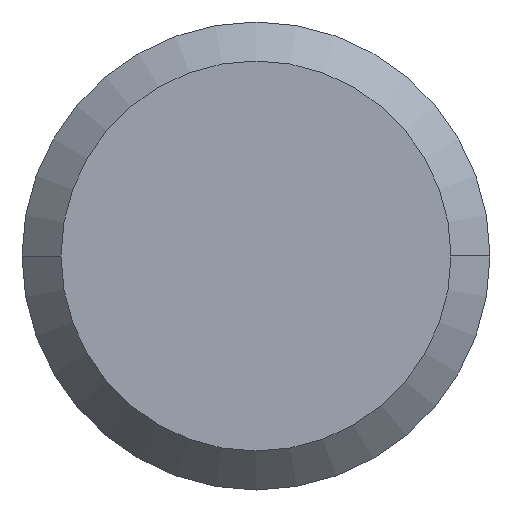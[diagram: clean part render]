
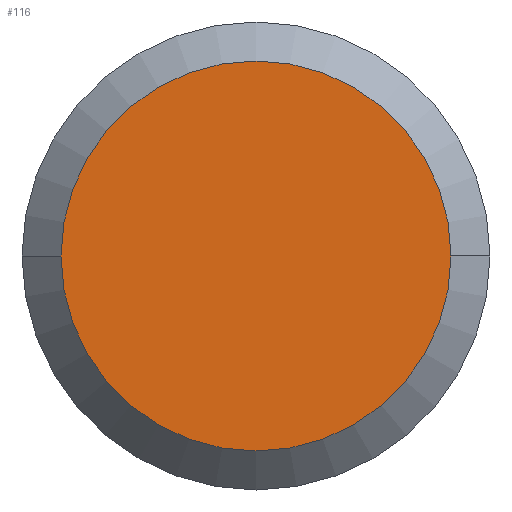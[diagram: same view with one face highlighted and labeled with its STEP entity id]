
A CAD part, left-side view. The second image highlights one B-rep face of the part: STEP entity #116.
In plain terms, the highlighted planar face has unit normal (-1, 0, 0).
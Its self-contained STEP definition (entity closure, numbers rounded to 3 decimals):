
#2 = AXIS2_PLACEMENT_3D ( 'NONE', #257, #275, #347 ) ;
#4 = EDGE_CURVE ( 'NONE', #228, #310, #348, .T. ) ;
#108 = CARTESIAN_POINT ( 'NONE',  ( -73., -5., 0. ) ) ;
#116 = ADVANCED_FACE ( 'NONE', ( #313 ), #305, .T. ) ;
#121 = ORIENTED_EDGE ( 'NONE', *, *, #184, .F. ) ;
#174 = CARTESIAN_POINT ( 'NONE',  ( -73., 0., 0. ) ) ;
#176 = DIRECTION ( 'NONE',  ( -1., 0., 0. ) ) ;
#184 = EDGE_CURVE ( 'NONE', #310, #228, #193, .T. ) ;
#188 = DIRECTION ( 'NONE',  ( 1., 0., 0. ) ) ;
#193 = CIRCLE ( 'NONE', #2, 5. ) ;
#216 = AXIS2_PLACEMENT_3D ( 'NONE', #306, #176, #254 ) ;
#218 = AXIS2_PLACEMENT_3D ( 'NONE', #174, #188, #296 ) ;
#226 = EDGE_LOOP ( 'NONE', ( #252, #121 ) ) ;
#228 = VERTEX_POINT ( 'NONE', #300 ) ;
#252 = ORIENTED_EDGE ( 'NONE', *, *, #4, .F. ) ;
#254 = DIRECTION ( 'NONE',  ( 0., -1., 0. ) ) ;
#257 = CARTESIAN_POINT ( 'NONE',  ( -73., 0., 0. ) ) ;
#275 = DIRECTION ( 'NONE',  ( 1., 0., 0. ) ) ;
#296 = DIRECTION ( 'NONE',  ( 0., 1., 0. ) ) ;
#300 = CARTESIAN_POINT ( 'NONE',  ( -73., 5., 0. ) ) ;
#305 = PLANE ( 'NONE',  #216 ) ;
#306 = CARTESIAN_POINT ( 'NONE',  ( -73., 0., 0. ) ) ;
#310 = VERTEX_POINT ( 'NONE', #108 ) ;
#313 = FACE_OUTER_BOUND ( 'NONE', #226, .T. ) ;
#347 = DIRECTION ( 'NONE',  ( 0., 1., 0. ) ) ;
#348 = CIRCLE ( 'NONE', #218, 5. ) ;
